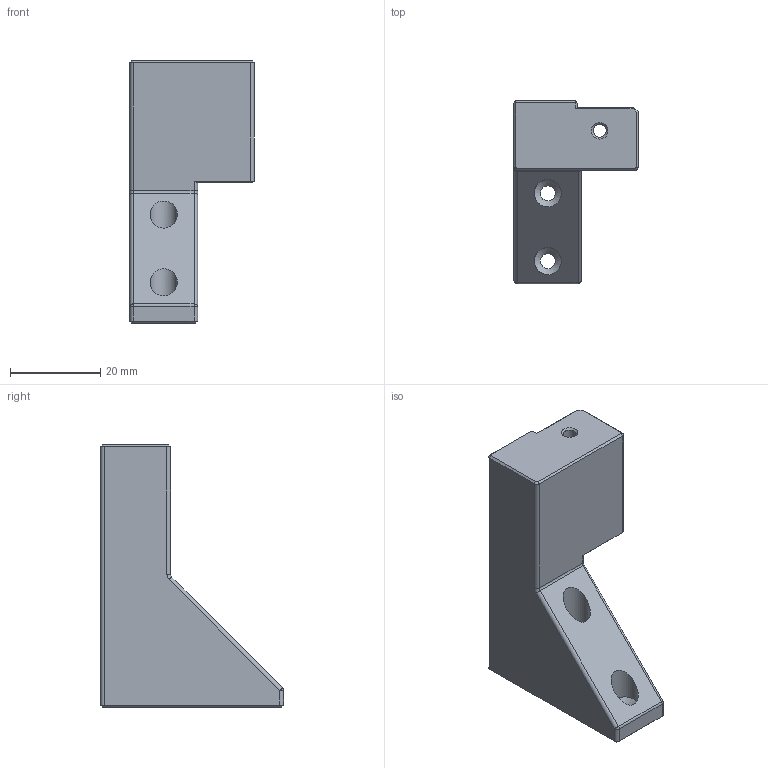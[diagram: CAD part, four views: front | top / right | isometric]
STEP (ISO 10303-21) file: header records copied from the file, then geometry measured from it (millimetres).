
FILE_DESCRIPTION(/* description */ (''),/* implementation_level */ '2;1');
FILE_NAME(/* name */ 'ZeroClick_Dock_Center.step',/* time_stamp */ '2022-02-07T21:52:44-08:00',/* author */ (''),/* organization */ (''),/* preprocessor_version */ 'ST-DEVELOPER v18.1',/* originating_system */ 'Autodesk Translation Framework v10.13.0.1454',/* authorisation */ '');
FILE_SCHEMA (('AUTOMOTIVE_DESIGN { 1 0 10303 214 3 1 1 }'));
Length unit declared in the file: millimetre
Products named in the file (2): ZeroClick Probe; ZeroClick Center Dock
Assembly tree (1 placements, depth 2):
  ZeroClick Probe
    ZeroClick Center Dock
Bounding box: 27.5 x 40.5 x 58 mm (x, y, z)
Volume: 20360.2 mm3; surface area: 7227.9 mm2
Topology: 1 solids, 1 shells, 90 faces, 210 edges, 123 vertices
Faces by surface type: plane 53, cylinder 17, cone 16, sphere 2, torus 2
Full cylindrical faces by diameter (mm): 2.85 x1, 3.3 x2, 5.8 x1, 6 x2
Entity records: 2562 total; most frequent: DIRECTION 447, CARTESIAN_POINT 426, ORIENTED_EDGE 420, EDGE_CURVE 210, LINE 159, VECTOR 159, AXIS2_PLACEMENT_3D 144, VERTEX_POINT 123
